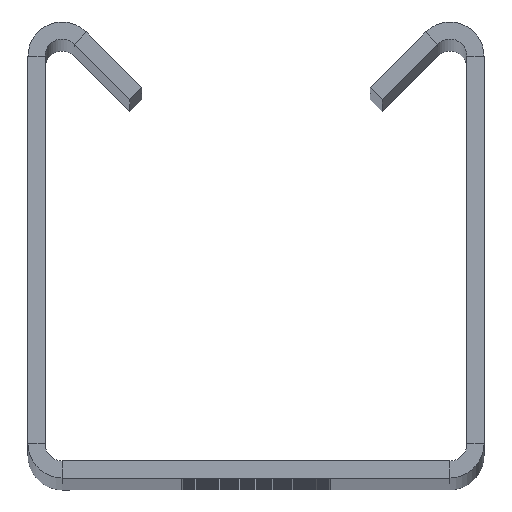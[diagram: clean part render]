
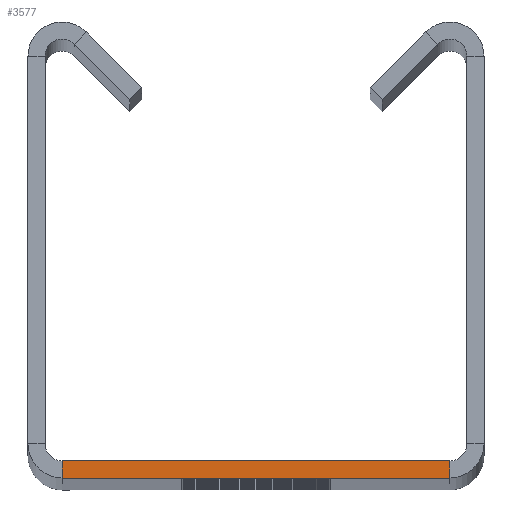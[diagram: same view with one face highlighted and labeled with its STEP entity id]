
A CAD part, top view. The second image highlights one B-rep face of the part: STEP entity #3577.
In plain terms, the highlighted planar face has unit normal (0, 0, 1).
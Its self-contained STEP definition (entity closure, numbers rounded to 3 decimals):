
#174=PLANE('',#3934);
#353=FACE_OUTER_BOUND('',#571,.T.);
#571=EDGE_LOOP('',(#3117,#3118,#3119,#3120));
#937=LINE('',#5918,#1285);
#942=LINE('',#5928,#1290);
#948=LINE('',#5947,#1296);
#950=LINE('',#5952,#1298);
#1285=VECTOR('',#4885,10.);
#1290=VECTOR('',#4894,10.);
#1296=VECTOR('',#4918,10.);
#1298=VECTOR('',#4924,10.);
#1785=VERTEX_POINT('',#5908);
#1787=VERTEX_POINT('',#5916);
#1790=VERTEX_POINT('',#5926);
#1792=VERTEX_POINT('',#5938);
#2272=EDGE_CURVE('',#1787,#1785,#937,.T.);
#2277=EDGE_CURVE('',#1787,#1790,#942,.T.);
#2286=EDGE_CURVE('',#1790,#1792,#948,.T.);
#2289=EDGE_CURVE('',#1792,#1785,#950,.T.);
#3117=ORIENTED_EDGE('',*,*,#2272,.F.);
#3118=ORIENTED_EDGE('',*,*,#2277,.T.);
#3119=ORIENTED_EDGE('',*,*,#2286,.T.);
#3120=ORIENTED_EDGE('',*,*,#2289,.T.);
#3577=ADVANCED_FACE('',(#353),#174,.T.);
#3934=AXIS2_PLACEMENT_3D('',#5951,#4922,#4923);
#4885=DIRECTION('',(0.,-1.,0.));
#4894=DIRECTION('',(-1.,0.,0.));
#4918=DIRECTION('',(0.,-1.,0.));
#4922=DIRECTION('center_axis',(0.,0.,1.));
#4923=DIRECTION('ref_axis',(-0.707,-0.707,0.));
#4924=DIRECTION('',(1.,0.,0.));
#5908=CARTESIAN_POINT('',(-3.,0.,600.));
#5916=CARTESIAN_POINT('',(-3.,1.5,600.));
#5918=CARTESIAN_POINT('',(-3.,0.42,600.));
#5926=CARTESIAN_POINT('',(-37.,1.5,600.));
#5928=CARTESIAN_POINT('',(-86.382,1.5,600.));
#5938=CARTESIAN_POINT('',(-37.,0.,600.));
#5947=CARTESIAN_POINT('',(-37.,0.42,600.));
#5951=CARTESIAN_POINT('Origin',(-79.482,0.,
600.));
#5952=CARTESIAN_POINT('',(-86.382,0.,600.));
